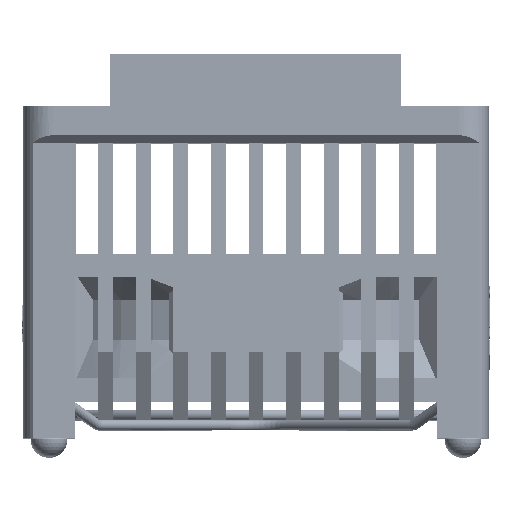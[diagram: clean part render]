
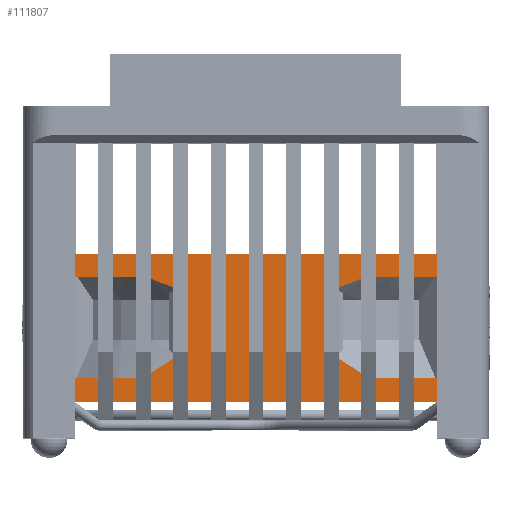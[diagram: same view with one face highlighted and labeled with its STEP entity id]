
A CAD part, top view. The second image highlights one B-rep face of the part: STEP entity #111807.
In plain terms, the highlighted planar face has unit normal (0, 0, 1).
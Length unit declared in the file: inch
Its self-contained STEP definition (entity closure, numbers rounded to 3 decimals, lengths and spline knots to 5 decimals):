
#3280 = VERTEX_POINT ( 'NONE', #37893 ) ;
#3285 = DIRECTION ( 'NONE',  ( -1., 0., 0. ) ) ;
#3314 = B_SPLINE_CURVE_WITH_KNOTS ( 'NONE', 3,
 ( #47655, #5659, #127642, #87668 ),
 .UNSPECIFIED., .F., .F.,
 ( 4, 4 ),
 ( 0., 1. ),
 .UNSPECIFIED. ) ;
#4616 = VERTEX_POINT ( 'NONE', #30396 ) ;
#4779 = DIRECTION ( 'NONE',  ( 0., -1., 0. ) ) ;
#5659 = CARTESIAN_POINT ( 'NONE',  ( 0.61465, -1.73754, 1.5748 ) ) ;
#6369 = LINE ( 'NONE', #98356, #26737 ) ;
#6907 = CARTESIAN_POINT ( 'NONE',  ( -0.53937, -1.69687, 1.5748 ) ) ;
#6992 = CARTESIAN_POINT ( 'NONE',  ( 1.45669, -2., 1.5748 ) ) ;
#7065 = DIRECTION ( 'NONE',  ( 1., 0., 0. ) ) ;
#7850 = CARTESIAN_POINT ( 'NONE',  ( -0.74037, -1.15748, 1.5748 ) ) ;
#8322 = LINE ( 'NONE', #6992, #44882 ) ;
#8436 = B_SPLINE_CURVE_WITH_KNOTS ( 'NONE', 3,
 ( #120436, #9152, #19798, #7850 ),
 .UNSPECIFIED., .F., .F.,
 ( 4, 4 ),
 ( 0., 1. ),
 .UNSPECIFIED. ) ;
#8485 = EDGE_CURVE ( 'NONE', #10582, #28149, #3314, .T. ) ;
#9152 = CARTESIAN_POINT ( 'NONE',  ( -0.60573, -1.2142, 1.5748 ) ) ;
#10258 = ORIENTED_EDGE ( 'NONE', *, *, #86191, .F. ) ;
#10582 = VERTEX_POINT ( 'NONE', #107069 ) ;
#10647 = VECTOR ( 'NONE', #7065, 39.37008 ) ;
#11745 = VERTEX_POINT ( 'NONE', #52521 ) ;
#12489 = CARTESIAN_POINT ( 'NONE',  ( 1.45669, -1., 1.5748 ) ) ;
#12826 = CARTESIAN_POINT ( 'NONE',  ( 1.45669, -1.84252, 1.5748 ) ) ;
#16376 = DIRECTION ( 'NONE',  ( 0., 1., 0. ) ) ;
#16922 = CARTESIAN_POINT ( 'NONE',  ( -0.61465, -1.73754, 1.5748 ) ) ;
#17200 = VERTEX_POINT ( 'NONE', #58475 ) ;
#18359 = VECTOR ( 'NONE', #102829, 39.37008 ) ;
#19380 = VECTOR ( 'NONE', #66380, 39.37008 ) ;
#19547 = VERTEX_POINT ( 'NONE', #106263 ) ;
#19798 = CARTESIAN_POINT ( 'NONE',  ( -0.67253, -1.18777, 1.5748 ) ) ;
#20887 = EDGE_CURVE ( 'NONE', #22087, #116127, #99706, .T. ) ;
#22087 = VERTEX_POINT ( 'NONE', #33606 ) ;
#22973 = ORIENTED_EDGE ( 'NONE', *, *, #85749, .F. ) ;
#25707 = CARTESIAN_POINT ( 'NONE',  ( 0.53937, -1.23677, 1.5748 ) ) ;
#26737 = VECTOR ( 'NONE', #129641, 39.37008 ) ;
#27550 = DIRECTION ( 'NONE',  ( -1., 0., 0. ) ) ;
#28149 = VERTEX_POINT ( 'NONE', #104381 ) ;
#28313 = CARTESIAN_POINT ( 'NONE',  ( 0.74037, -1.15748, 1.5748 ) ) ;
#29055 = CARTESIAN_POINT ( 'NONE',  ( 0.76772, -1.84252, 1.5748 ) ) ;
#30396 = CARTESIAN_POINT ( 'NONE',  ( 1.45669, -1.15748, 1.5748 ) ) ;
#30764 = CARTESIAN_POINT ( 'NONE',  ( -1.45669, -1., 1.5748 ) ) ;
#31433 = ORIENTED_EDGE ( 'NONE', *, *, #53165, .F. ) ;
#33606 = CARTESIAN_POINT ( 'NONE',  ( -0.53937, -1.69687, 1.5748 ) ) ;
#33685 = ORIENTED_EDGE ( 'NONE', *, *, #117487, .F. ) ;
#34284 = CARTESIAN_POINT ( 'NONE',  ( -1.45669, -2., 1.5748 ) ) ;
#34788 = FACE_OUTER_BOUND ( 'NONE', #92708, .T. ) ;
#36502 = AXIS2_PLACEMENT_3D ( 'NONE', #115440, #65476, #4779 ) ;
#37073 = EDGE_CURVE ( 'NONE', #111811, #17200, #57565, .T. ) ;
#37893 = CARTESIAN_POINT ( 'NONE',  ( 1.45669, -2., 1.5748 ) ) ;
#39011 = ORIENTED_EDGE ( 'NONE', *, *, #94792, .F. ) ;
#44690 = VERTEX_POINT ( 'NONE', #30764 ) ;
#44882 = VECTOR ( 'NONE', #110290, 39.37008 ) ;
#45201 = ORIENTED_EDGE ( 'NONE', *, *, #46965, .F. ) ;
#46168 = ORIENTED_EDGE ( 'NONE', *, *, #78809, .F. ) ;
#46289 = CARTESIAN_POINT ( 'NONE',  ( -0.76772, -1.84252, 1.5748 ) ) ;
#46965 = EDGE_CURVE ( 'NONE', #4616, #96322, #62027, .T. ) ;
#47655 = CARTESIAN_POINT ( 'NONE',  ( 0.53937, -1.69687, 1.5748 ) ) ;
#48245 = ORIENTED_EDGE ( 'NONE', *, *, #86523, .F. ) ;
#48473 = ORIENTED_EDGE ( 'NONE', *, *, #108062, .F. ) ;
#48908 = CARTESIAN_POINT ( 'NONE',  ( 0.67253, -1.18777, 1.5748 ) ) ;
#52521 = CARTESIAN_POINT ( 'NONE',  ( 1.45669, -1.84252, 1.5748 ) ) ;
#53165 = EDGE_CURVE ( 'NONE', #131699, #4616, #103799, .T. ) ;
#57565 = LINE ( 'NONE', #75600, #67431 ) ;
#58475 = CARTESIAN_POINT ( 'NONE',  ( -1.45669, -1.15748, 1.5748 ) ) ;
#58480 = CARTESIAN_POINT ( 'NONE',  ( -1.45669, -1.84252, 1.5748 ) ) ;
#60271 = ORIENTED_EDGE ( 'NONE', *, *, #37073, .F. ) ;
#61374 = VECTOR ( 'NONE', #16376, 39.37008 ) ;
#61683 = EDGE_CURVE ( 'NONE', #116127, #111811, #8436, .T. ) ;
#62027 = LINE ( 'NONE', #102656, #94835 ) ;
#62467 = B_SPLINE_CURVE_WITH_KNOTS ( 'NONE', 3,
 ( #88898, #48908, #90868, #69551 ),
 .UNSPECIFIED., .F., .F.,
 ( 4, 4 ),
 ( 0., 1. ),
 .UNSPECIFIED. ) ;
#63167 = DIRECTION ( 'NONE',  ( 0., -1., 0. ) ) ;
#63507 = CARTESIAN_POINT ( 'NONE',  ( 1.45669, -1., 1.5748 ) ) ;
#64163 = LINE ( 'NONE', #12826, #124702 ) ;
#65476 = DIRECTION ( 'NONE',  ( 0., 0., 1. ) ) ;
#66380 = DIRECTION ( 'NONE',  ( 0., -1., 0. ) ) ;
#67431 = VECTOR ( 'NONE', #27550, 39.37008 ) ;
#69551 = CARTESIAN_POINT ( 'NONE',  ( 0.53937, -1.23677, 1.5748 ) ) ;
#71077 = LINE ( 'NONE', #91092, #76493 ) ;
#71442 = CARTESIAN_POINT ( 'NONE',  ( -0.76772, -1.84252, 1.5748 ) ) ;
#71524 = DIRECTION ( 'NONE',  ( 0., -1., 0. ) ) ;
#71848 = VERTEX_POINT ( 'NONE', #71442 ) ;
#72227 = ORIENTED_EDGE ( 'NONE', *, *, #20887, .F. ) ;
#72465 = EDGE_CURVE ( 'NONE', #3280, #114535, #8322, .T. ) ;
#73405 = CARTESIAN_POINT ( 'NONE',  ( 1.45669, -1., 1.5748 ) ) ;
#75461 = CARTESIAN_POINT ( 'NONE',  ( -0.74037, -1.15748, 1.5748 ) ) ;
#75600 = CARTESIAN_POINT ( 'NONE',  ( -0.74037, -1.15748, 1.5748 ) ) ;
#76493 = VECTOR ( 'NONE', #99786, 39.37008 ) ;
#77097 = LINE ( 'NONE', #98401, #10647 ) ;
#78435 = LINE ( 'NONE', #29055, #115727 ) ;
#78809 = EDGE_CURVE ( 'NONE', #71848, #22087, #130942, .T. ) ;
#80483 = ORIENTED_EDGE ( 'NONE', *, *, #8485, .F. ) ;
#84435 = ORIENTED_EDGE ( 'NONE', *, *, #72465, .F. ) ;
#85749 = EDGE_CURVE ( 'NONE', #17200, #44690, #6369, .T. ) ;
#85791 = CARTESIAN_POINT ( 'NONE',  ( -0.53937, -1.23677, 1.5748 ) ) ;
#86191 = EDGE_CURVE ( 'NONE', #96322, #19547, #62467, .T. ) ;
#86426 = EDGE_CURVE ( 'NONE', #131699, #44690, #122137, .T. ) ;
#86523 = EDGE_CURVE ( 'NONE', #11745, #3280, #64163, .T. ) ;
#87668 = CARTESIAN_POINT ( 'NONE',  ( 0.76772, -1.84252, 1.5748 ) ) ;
#88898 = CARTESIAN_POINT ( 'NONE',  ( 0.74037, -1.15748, 1.5748 ) ) ;
#89157 = ORIENTED_EDGE ( 'NONE', *, *, #86426, .T. ) ;
#90868 = CARTESIAN_POINT ( 'NONE',  ( 0.60573, -1.2142, 1.5748 ) ) ;
#91092 = CARTESIAN_POINT ( 'NONE',  ( -1.45669, -2., 1.5748 ) ) ;
#92708 = EDGE_LOOP ( 'NONE', ( #116721, #10258, #45201, #31433, #89157, #22973, #60271, #125780, #72227, #46168, #39011, #48473, #84435, #48245, #33685, #80483 ) ) ;
#94792 = EDGE_CURVE ( 'NONE', #104980, #71848, #77097, .T. ) ;
#94835 = VECTOR ( 'NONE', #3285, 39.37008 ) ;
#96258 = EDGE_CURVE ( 'NONE', #19547, #10582, #117025, .T. ) ;
#96322 = VERTEX_POINT ( 'NONE', #28313 ) ;
#98356 = CARTESIAN_POINT ( 'NONE',  ( -1.45669, -1.15748, 1.5748 ) ) ;
#98401 = CARTESIAN_POINT ( 'NONE',  ( -1.45669, -1.84252, 1.5748 ) ) ;
#99706 = LINE ( 'NONE', #118344, #61374 ) ;
#99786 = DIRECTION ( 'NONE',  ( 0., 1., 0. ) ) ;
#102656 = CARTESIAN_POINT ( 'NONE',  ( 1.45669, -1.15748, 1.5748 ) ) ;
#102829 = DIRECTION ( 'NONE',  ( -1., 0., 0. ) ) ;
#103799 = LINE ( 'NONE', #12489, #120745 ) ;
#104381 = CARTESIAN_POINT ( 'NONE',  ( 0.76772, -1.84252, 1.5748 ) ) ;
#104980 = VERTEX_POINT ( 'NONE', #58480 ) ;
#105620 = CARTESIAN_POINT ( 'NONE',  ( -0.69048, -1.78609, 1.5748 ) ) ;
#106263 = CARTESIAN_POINT ( 'NONE',  ( 0.53937, -1.23677, 1.5748 ) ) ;
#106755 = PLANE ( 'NONE',  #36502 ) ;
#107069 = CARTESIAN_POINT ( 'NONE',  ( 0.53937, -1.69687, 1.5748 ) ) ;
#108062 = EDGE_CURVE ( 'NONE', #114535, #104980, #71077, .T. ) ;
#110290 = DIRECTION ( 'NONE',  ( -1., 0., 0. ) ) ;
#110378 = DIRECTION ( 'NONE',  ( 1., 0., 0. ) ) ;
#111807 = ADVANCED_FACE ( 'NONE', ( #34788 ), #106755, .T. ) ;
#111811 = VERTEX_POINT ( 'NONE', #75461 ) ;
#114535 = VERTEX_POINT ( 'NONE', #34284 ) ;
#115440 = CARTESIAN_POINT ( 'NONE',  ( 5.20242, -2., 1.5748 ) ) ;
#115727 = VECTOR ( 'NONE', #110378, 39.37008 ) ;
#116127 = VERTEX_POINT ( 'NONE', #85791 ) ;
#116721 = ORIENTED_EDGE ( 'NONE', *, *, #96258, .F. ) ;
#117025 = LINE ( 'NONE', #25707, #19380 ) ;
#117487 = EDGE_CURVE ( 'NONE', #28149, #11745, #78435, .T. ) ;
#118344 = CARTESIAN_POINT ( 'NONE',  ( -0.53937, -1.69687, 1.5748 ) ) ;
#120436 = CARTESIAN_POINT ( 'NONE',  ( -0.53937, -1.23677, 1.5748 ) ) ;
#120745 = VECTOR ( 'NONE', #63167, 39.37008 ) ;
#122137 = LINE ( 'NONE', #63507, #18359 ) ;
#124702 = VECTOR ( 'NONE', #71524, 39.37008 ) ;
#125780 = ORIENTED_EDGE ( 'NONE', *, *, #61683, .F. ) ;
#127642 = CARTESIAN_POINT ( 'NONE',  ( 0.69048, -1.78609, 1.5748 ) ) ;
#129641 = DIRECTION ( 'NONE',  ( 0., 1., 0. ) ) ;
#130942 = B_SPLINE_CURVE_WITH_KNOTS ( 'NONE', 3,
 ( #46289, #105620, #16922, #6907 ),
 .UNSPECIFIED., .F., .F.,
 ( 4, 4 ),
 ( 0., 1. ),
 .UNSPECIFIED. ) ;
#131699 = VERTEX_POINT ( 'NONE', #73405 ) ;
